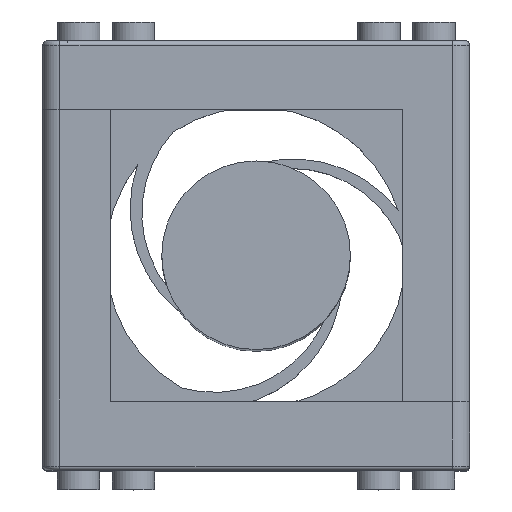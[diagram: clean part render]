
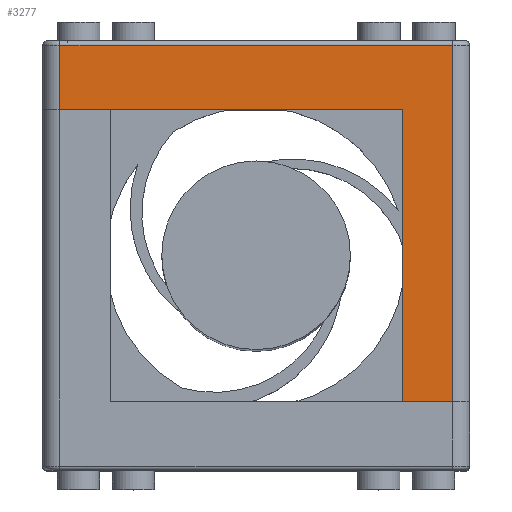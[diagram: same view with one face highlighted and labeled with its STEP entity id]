
A CAD part, top view. The second image highlights one B-rep face of the part: STEP entity #3277.
In plain terms, the highlighted face is planar.
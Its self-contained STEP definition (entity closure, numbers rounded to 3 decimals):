
#443=FACE_OUTER_BOUND('',#662,.T.);
#662=EDGE_LOOP('',(#2790,#2791,#2792,#2793,#2794,#2795));
#951=LINE('',#5517,#1268);
#953=LINE('',#5526,#1270);
#955=LINE('',#5532,#1272);
#962=LINE('',#5551,#1279);
#963=LINE('',#5553,#1280);
#964=LINE('',#5554,#1281);
#1268=VECTOR('',#4541,10.);
#1270=VECTOR('',#4553,10.);
#1272=VECTOR('',#4559,10.);
#1279=VECTOR('',#4580,10.);
#1280=VECTOR('',#4581,10.);
#1281=VECTOR('',#4582,10.);
#1596=VERTEX_POINT('',#5508);
#1598=VERTEX_POINT('',#5515);
#1599=VERTEX_POINT('',#5520);
#1601=VERTEX_POINT('',#5528);
#1607=VERTEX_POINT('',#5550);
#1608=VERTEX_POINT('',#5552);
#2015=EDGE_CURVE('',#1598,#1596,#951,.T.);
#2020=EDGE_CURVE('',#1596,#1599,#953,.T.);
#2023=EDGE_CURVE('',#1599,#1601,#955,.T.);
#2032=EDGE_CURVE('',#1607,#1598,#962,.T.);
#2033=EDGE_CURVE('',#1607,#1608,#963,.T.);
#2034=EDGE_CURVE('',#1601,#1608,#964,.T.);
#2790=ORIENTED_EDGE('',*,*,#2023,.F.);
#2791=ORIENTED_EDGE('',*,*,#2020,.F.);
#2792=ORIENTED_EDGE('',*,*,#2015,.F.);
#2793=ORIENTED_EDGE('',*,*,#2032,.F.);
#2794=ORIENTED_EDGE('',*,*,#2033,.T.);
#2795=ORIENTED_EDGE('',*,*,#2034,.F.);
#3095=PLANE('',#3696);
#3277=ADVANCED_FACE('',(#443),#3095,.T.);
#3696=AXIS2_PLACEMENT_3D('',#5549,#4578,#4579);
#4541=DIRECTION('',(0.,0.,-1.));
#4553=DIRECTION('',(0.,-1.,0.));
#4559=DIRECTION('',(0.,0.,1.));
#4578=DIRECTION('center_axis',(1.,0.,0.));
#4579=DIRECTION('ref_axis',(0.,1.,0.));
#4580=DIRECTION('',(0.,1.,0.));
#4581=DIRECTION('',(0.,0.,1.));
#4582=DIRECTION('',(0.,1.,0.));
#5508=CARTESIAN_POINT('',(24.9,22.9,0.5));
#5515=CARTESIAN_POINT('',(24.9,22.9,8.));
#5517=CARTESIAN_POINT('',(24.9,22.9,0.));
#5520=CARTESIAN_POINT('',(24.9,-22.9,0.5));
#5526=CARTESIAN_POINT('',(24.9,-12.45,0.5));
#5528=CARTESIAN_POINT('',(24.9,-22.9,42.1));
#5532=CARTESIAN_POINT('',(24.9,-22.9,0.));
#5549=CARTESIAN_POINT('Origin',(24.9,-24.9,0.));
#5550=CARTESIAN_POINT('',(24.9,-17.02,8.));
#5551=CARTESIAN_POINT('',(24.9,24.9,8.));
#5552=CARTESIAN_POINT('',(24.9,-17.02,42.1));
#5553=CARTESIAN_POINT('',(24.9,-17.02,8.));
#5554=CARTESIAN_POINT('',(24.9,-24.9,42.1));
